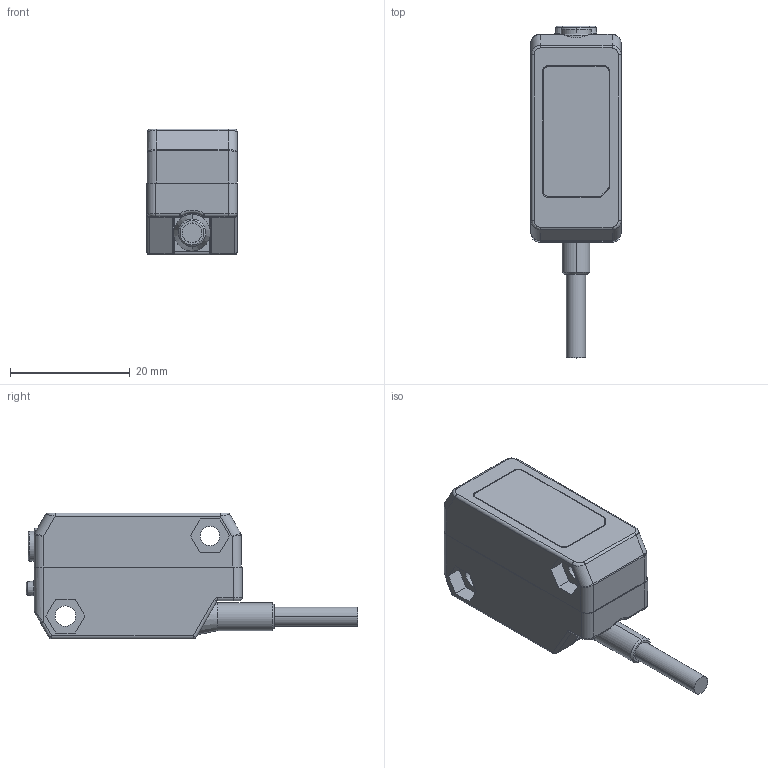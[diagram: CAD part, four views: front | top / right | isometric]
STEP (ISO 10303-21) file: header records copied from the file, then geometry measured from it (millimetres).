
FILE_DESCRIPTION((''),'2;1');
FILE_NAME('206584_ASM','2019-01-31T08:18:12',('pdmadmin'),('BANNER ENGINEERING'),'CREO PARAMETRIC BY PTC INC, 2018300','CREO PARAMETRIC BY PTC INC, 2018300','');
FILE_SCHEMA(('CONFIG_CONTROL_DESIGN'));
Products named in the file (19): 64914_AF0; 64922_AF0; 64919; 64917_AF0; 64916_AF0; 64921_AF0; 64924_AF0_ASM; 64918_AF0; 64925_AF0_ASM; 64915_AF0; INSERT_M25X215H_AF0; INSERT_M25X215H_AF1; 60420_AF0; 66386_AF0_ASM; 64920_AF0; 66385_AF0_ASM; ASSEMBLY_55816_AF0; 67404_AF0_ASM; 206584_ASM
Assembly tree (18 placements, depth 5):
  206584_ASM
    64925_AF0_ASM
      64914_AF0
      64922_AF0
      64919
      64917_AF0
      64924_AF0_ASM
        64916_AF0
        64921_AF0
      64918_AF0
    67404_AF0_ASM
      66385_AF0_ASM
        66386_AF0_ASM
          64915_AF0
          INSERT_M25X215H_AF0
          INSERT_M25X215H_AF1
          60420_AF0
        64920_AF0
      ASSEMBLY_55816_AF0
Bounding box: 15.05 x 55.36 x 21 mm (x, y, z)
Volume: 4716.4 mm3; surface area: 8288.8 mm2
Topology: 15 solids, 17 shells, 985 faces, 2489 edges, 1571 vertices
Faces by surface type: plane 487, cylinder 243, extrusion 123, cone 51, torus 36, bspline 31, sphere 14
Entity records: 32770 total; most frequent: CARTESIAN_POINT 9003, ORIENTED_EDGE 4956, DIRECTION 4608, EDGE_CURVE 2482, VECTOR 1704, LINE 1581, VERTEX_POINT 1571, AXIS2_PLACEMENT_3D 1452
